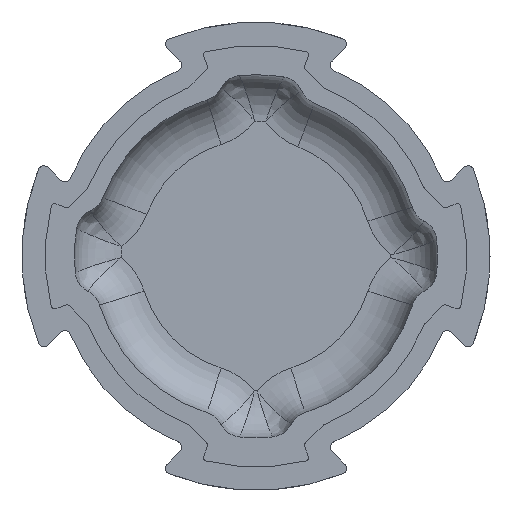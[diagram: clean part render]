
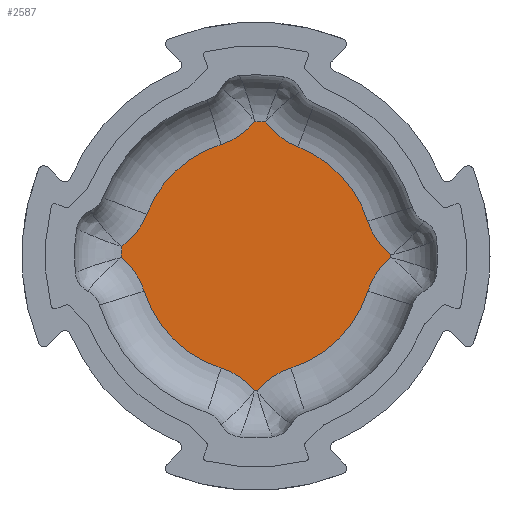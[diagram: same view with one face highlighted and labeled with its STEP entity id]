
A CAD part, front view. The second image highlights one B-rep face of the part: STEP entity #2587.
In plain terms, the highlighted planar face has unit normal (0, -1, 0).
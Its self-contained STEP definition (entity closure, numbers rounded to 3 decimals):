
#17=PLANE('',#2805);
#521=FACE_OUTER_BOUND('',#685,.T.);
#685=EDGE_LOOP('',(#1855,#1856,#1857,#1858,#1859,#1860,#1861,#1862,#1863,
#1864,#1865,#1866,#1867,#1868,#1869,#1870));
#855=CIRCLE('',#2726,6.);
#860=CIRCLE('',#2732,10.);
#862=CIRCLE('',#2735,6.);
#864=CIRCLE('',#2738,11.5);
#865=CIRCLE('',#2740,6.);
#870=CIRCLE('',#2746,10.);
#872=CIRCLE('',#2749,6.);
#874=CIRCLE('',#2752,11.5);
#875=CIRCLE('',#2754,6.);
#880=CIRCLE('',#2760,10.);
#882=CIRCLE('',#2763,6.);
#884=CIRCLE('',#2766,11.5);
#885=CIRCLE('',#2768,6.);
#890=CIRCLE('',#2774,10.);
#892=CIRCLE('',#2777,6.);
#894=CIRCLE('',#2780,11.5);
#1065=VERTEX_POINT('',#4015);
#1068=VERTEX_POINT('',#4079);
#1071=VERTEX_POINT('',#4135);
#1074=VERTEX_POINT('',#4195);
#1077=VERTEX_POINT('',#4259);
#1080=VERTEX_POINT('',#4323);
#1083=VERTEX_POINT('',#4387);
#1086=VERTEX_POINT('',#4451);
#1087=VERTEX_POINT('',#4473);
#1089=VERTEX_POINT('',#4479);
#1091=VERTEX_POINT('',#4491);
#1093=VERTEX_POINT('',#4497);
#1095=VERTEX_POINT('',#4509);
#1097=VERTEX_POINT('',#4515);
#1099=VERTEX_POINT('',#4527);
#1101=VERTEX_POINT('',#4533);
#1335=EDGE_CURVE('',#1065,#1087,#855,.T.);
#1340=EDGE_CURVE('',#1087,#1089,#860,.T.);
#1342=EDGE_CURVE('',#1089,#1086,#862,.T.);
#1344=EDGE_CURVE('',#1086,#1083,#864,.T.);
#1345=EDGE_CURVE('',#1083,#1091,#865,.T.);
#1350=EDGE_CURVE('',#1091,#1093,#870,.T.);
#1352=EDGE_CURVE('',#1093,#1080,#872,.T.);
#1354=EDGE_CURVE('',#1080,#1077,#874,.T.);
#1355=EDGE_CURVE('',#1077,#1095,#875,.T.);
#1360=EDGE_CURVE('',#1095,#1097,#880,.T.);
#1362=EDGE_CURVE('',#1097,#1074,#882,.T.);
#1364=EDGE_CURVE('',#1074,#1071,#884,.T.);
#1365=EDGE_CURVE('',#1071,#1099,#885,.T.);
#1370=EDGE_CURVE('',#1099,#1101,#890,.T.);
#1372=EDGE_CURVE('',#1101,#1068,#892,.T.);
#1374=EDGE_CURVE('',#1068,#1065,#894,.T.);
#1855=ORIENTED_EDGE('',*,*,#1335,.F.);
#1856=ORIENTED_EDGE('',*,*,#1374,.F.);
#1857=ORIENTED_EDGE('',*,*,#1372,.F.);
#1858=ORIENTED_EDGE('',*,*,#1370,.F.);
#1859=ORIENTED_EDGE('',*,*,#1365,.F.);
#1860=ORIENTED_EDGE('',*,*,#1364,.F.);
#1861=ORIENTED_EDGE('',*,*,#1362,.F.);
#1862=ORIENTED_EDGE('',*,*,#1360,.F.);
#1863=ORIENTED_EDGE('',*,*,#1355,.F.);
#1864=ORIENTED_EDGE('',*,*,#1354,.F.);
#1865=ORIENTED_EDGE('',*,*,#1352,.F.);
#1866=ORIENTED_EDGE('',*,*,#1350,.F.);
#1867=ORIENTED_EDGE('',*,*,#1345,.F.);
#1868=ORIENTED_EDGE('',*,*,#1344,.F.);
#1869=ORIENTED_EDGE('',*,*,#1342,.F.);
#1870=ORIENTED_EDGE('',*,*,#1340,.F.);
#2587=ADVANCED_FACE('',(#521),#17,.F.);
#2726=AXIS2_PLACEMENT_3D('',#4474,#3101,#3102);
#2732=AXIS2_PLACEMENT_3D('',#4483,#3113,#3114);
#2735=AXIS2_PLACEMENT_3D('',#4486,#3119,#3120);
#2738=AXIS2_PLACEMENT_3D('',#4489,#3125,#3126);
#2740=AXIS2_PLACEMENT_3D('',#4492,#3129,#3130);
#2746=AXIS2_PLACEMENT_3D('',#4501,#3141,#3142);
#2749=AXIS2_PLACEMENT_3D('',#4504,#3147,#3148);
#2752=AXIS2_PLACEMENT_3D('',#4507,#3153,#3154);
#2754=AXIS2_PLACEMENT_3D('',#4510,#3157,#3158);
#2760=AXIS2_PLACEMENT_3D('',#4519,#3169,#3170);
#2763=AXIS2_PLACEMENT_3D('',#4522,#3175,#3176);
#2766=AXIS2_PLACEMENT_3D('',#4525,#3181,#3182);
#2768=AXIS2_PLACEMENT_3D('',#4528,#3185,#3186);
#2774=AXIS2_PLACEMENT_3D('',#4537,#3197,#3198);
#2777=AXIS2_PLACEMENT_3D('',#4540,#3203,#3204);
#2780=AXIS2_PLACEMENT_3D('',#4543,#3209,#3210);
#2805=AXIS2_PLACEMENT_3D('',#4594,#3272,#3273);
#3101=DIRECTION('center_axis',(0.,-1.,0.));
#3102=DIRECTION('ref_axis',(0.644,0.,0.765));
#3113=DIRECTION('center_axis',(0.,1.,0.));
#3114=DIRECTION('ref_axis',(-0.707,0.,-0.707));
#3119=DIRECTION('center_axis',(0.,-1.,0.));
#3120=DIRECTION('ref_axis',(0.765,0.,0.644));
#3125=DIRECTION('center_axis',(0.,1.,0.));
#3126=DIRECTION('ref_axis',(-1.,0.,0.031));
#3129=DIRECTION('center_axis',(0.,-1.,0.));
#3130=DIRECTION('ref_axis',(0.723,0.,-0.691));
#3141=DIRECTION('center_axis',(0.,1.,0.));
#3142=DIRECTION('ref_axis',(-0.685,0.,0.729));
#3147=DIRECTION('center_axis',(0.,-1.,0.));
#3148=DIRECTION('ref_axis',(0.644,0.,-0.765));
#3153=DIRECTION('center_axis',(0.,1.,0.));
#3154=DIRECTION('ref_axis',(0.031,0.,1.));
#3157=DIRECTION('center_axis',(0.,-1.,0.));
#3158=DIRECTION('ref_axis',(-0.691,0.,-0.723));
#3169=DIRECTION('center_axis',(0.,1.,0.));
#3170=DIRECTION('ref_axis',(0.729,0.,0.685));
#3175=DIRECTION('center_axis',(0.,-1.,0.));
#3176=DIRECTION('ref_axis',(-0.765,0.,-0.644));
#3181=DIRECTION('center_axis',(0.,1.,0.));
#3182=DIRECTION('ref_axis',(1.,0.,0.));
#3185=DIRECTION('center_axis',(0.,-1.,0.));
#3186=DIRECTION('ref_axis',(-0.765,0.,0.644));
#3197=DIRECTION('center_axis',(0.,1.,0.));
#3198=DIRECTION('ref_axis',(0.707,0.,-0.707));
#3203=DIRECTION('center_axis',(0.,-1.,0.));
#3204=DIRECTION('ref_axis',(-0.644,0.,0.765));
#3209=DIRECTION('center_axis',(0.,1.,0.));
#3210=DIRECTION('ref_axis',(0.,0.,-1.));
#3272=DIRECTION('center_axis',(0.,1.,0.));
#3273=DIRECTION('ref_axis',(1.,0.,0.));
#4015=CARTESIAN_POINT('',(-0.109,0.,-11.499));
#4079=CARTESIAN_POINT('',(0.109,0.,-11.499));
#4135=CARTESIAN_POINT('',(11.499,0.,-0.109));
#4195=CARTESIAN_POINT('',(11.499,0.,0.109));
#4259=CARTESIAN_POINT('',(0.828,0.,11.47));
#4323=CARTESIAN_POINT('',(-0.109,0.,11.499));
#4387=CARTESIAN_POINT('',(-11.47,0.,0.828));
#4451=CARTESIAN_POINT('',(-11.499,0.,-0.109));
#4473=CARTESIAN_POINT('',(-2.984,0.,-9.544));
#4474=CARTESIAN_POINT('Origin',(-4.775,0.,-15.271));
#4479=CARTESIAN_POINT('',(-9.544,0.,-2.984));
#4483=CARTESIAN_POINT('Origin',(0.,0.,0.));
#4486=CARTESIAN_POINT('Origin',(-15.271,0.,-4.775));
#4489=CARTESIAN_POINT('Origin',(0.,0.,0.));
#4491=CARTESIAN_POINT('',(-9.339,0.,3.576));
#4492=CARTESIAN_POINT('Origin',(-14.942,0.,5.721));
#4497=CARTESIAN_POINT('',(-2.984,0.,9.544));
#4501=CARTESIAN_POINT('Origin',(0.,0.,0.));
#4504=CARTESIAN_POINT('Origin',(-4.775,0.,15.271));
#4507=CARTESIAN_POINT('Origin',(0.,0.,0.));
#4509=CARTESIAN_POINT('',(3.576,0.,9.339));
#4510=CARTESIAN_POINT('Origin',(5.721,0.,14.942));
#4515=CARTESIAN_POINT('',(9.544,0.,2.984));
#4519=CARTESIAN_POINT('Origin',(0.,0.,0.));
#4522=CARTESIAN_POINT('Origin',(15.271,0.,4.775));
#4525=CARTESIAN_POINT('Origin',(0.,0.,0.));
#4527=CARTESIAN_POINT('',(9.544,0.,-2.984));
#4528=CARTESIAN_POINT('Origin',(15.271,0.,-4.775));
#4533=CARTESIAN_POINT('',(2.984,0.,-9.544));
#4537=CARTESIAN_POINT('Origin',(0.,0.,0.));
#4540=CARTESIAN_POINT('Origin',(4.775,0.,-15.271));
#4543=CARTESIAN_POINT('Origin',(0.,0.,0.));
#4594=CARTESIAN_POINT('Origin',(0.,0.,0.));
